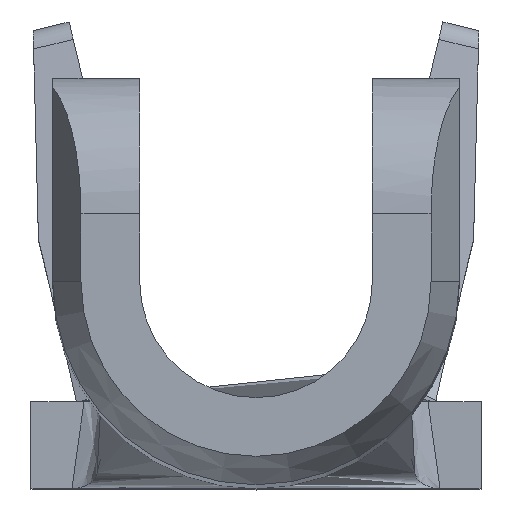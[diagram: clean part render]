
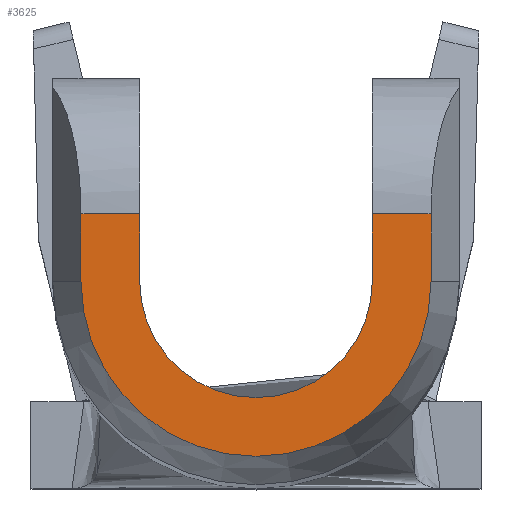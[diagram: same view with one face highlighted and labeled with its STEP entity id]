
A CAD part, top view. The second image highlights one B-rep face of the part: STEP entity #3625.
In plain terms, the highlighted planar face has unit normal (0, 0, 1).
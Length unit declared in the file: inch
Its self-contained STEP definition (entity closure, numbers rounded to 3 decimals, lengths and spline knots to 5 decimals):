
#109 = VERTEX_POINT ( 'NONE', #3457 ) ;
#141 = VECTOR ( 'NONE', #2976, 39.37008 ) ;
#332 = VECTOR ( 'NONE', #3055, 39.37008 ) ;
#420 = VERTEX_POINT ( 'NONE', #3988 ) ;
#509 = EDGE_CURVE ( 'NONE', #1280, #420, #1941, .T. ) ;
#513 = CARTESIAN_POINT ( 'NONE',  ( -0.0805, 0.031, 1.04 ) ) ;
#677 = EDGE_LOOP ( 'NONE', ( #1581, #1584, #1605, #1650, #1710, #1737, #1792, #2175 ) ) ;
#877 = EDGE_CURVE ( 'NONE', #1964, #3591, #3109, .T. ) ;
#992 = VERTEX_POINT ( 'NONE', #2768 ) ;
#1016 = CARTESIAN_POINT ( 'NONE',  ( 0.0805, 0., 1.04 ) ) ;
#1230 = DIRECTION ( 'NONE',  ( 0., 1., 0. ) ) ;
#1240 = DIRECTION ( 'NONE',  ( -1., 0., 0. ) ) ;
#1254 = CARTESIAN_POINT ( 'NONE',  ( -0.0805, 0., 1.04 ) ) ;
#1261 = DIRECTION ( 'NONE',  ( 0., 0., -1. ) ) ;
#1277 = CARTESIAN_POINT ( 'NONE',  ( 0., 0., 1.04 ) ) ;
#1280 = VERTEX_POINT ( 'NONE', #1016 ) ;
#1324 = VECTOR ( 'NONE', #3010, 39.37008 ) ;
#1520 = DIRECTION ( 'NONE',  ( 0., 0., 1. ) ) ;
#1524 = AXIS2_PLACEMENT_3D ( 'NONE', #3011, #2951, #2942 ) ;
#1539 = VECTOR ( 'NONE', #3772, 39.37008 ) ;
#1581 = ORIENTED_EDGE ( 'NONE', *, *, #509, .T. ) ;
#1584 = ORIENTED_EDGE ( 'NONE', *, *, #3709, .T. ) ;
#1595 = VECTOR ( 'NONE', #3998, 39.37008 ) ;
#1605 = ORIENTED_EDGE ( 'NONE', *, *, #3173, .T. ) ;
#1650 = ORIENTED_EDGE ( 'NONE', *, *, #2082, .T. ) ;
#1710 = ORIENTED_EDGE ( 'NONE', *, *, #877, .T. ) ;
#1737 = ORIENTED_EDGE ( 'NONE', *, *, #3779, .T. ) ;
#1759 = AXIS2_PLACEMENT_3D ( 'NONE', #1277, #1261, #1240 ) ;
#1792 = ORIENTED_EDGE ( 'NONE', *, *, #3050, .F. ) ;
#1809 = CARTESIAN_POINT ( 'NONE',  ( -0.0535, 0.031, 1.04 ) ) ;
#1848 = CIRCLE ( 'NONE', #1759, 0.0805 ) ;
#1850 = VERTEX_POINT ( 'NONE', #1254 ) ;
#1941 = LINE ( 'NONE', #3063, #332 ) ;
#1964 = VERTEX_POINT ( 'NONE', #2865 ) ;
#2082 = EDGE_CURVE ( 'NONE', #992, #1964, #2188, .T. ) ;
#2175 = ORIENTED_EDGE ( 'NONE', *, *, #2187, .F. ) ;
#2187 = EDGE_CURVE ( 'NONE', #1280, #1850, #1848, .T. ) ;
#2188 = CIRCLE ( 'NONE', #1524, 0.0535 ) ;
#2236 = CARTESIAN_POINT ( 'NONE',  ( 0., 0., 1.04 ) ) ;
#2450 = AXIS2_PLACEMENT_3D ( 'NONE', #2236, #1520, #3728 ) ;
#2547 = LINE ( 'NONE', #2607, #1595 ) ;
#2575 = PLANE ( 'NONE',  #2450 ) ;
#2607 = CARTESIAN_POINT ( 'NONE',  ( 0.0535, 0.031, 1.04 ) ) ;
#2768 = CARTESIAN_POINT ( 'NONE',  ( 0.0535, 0., 1.04 ) ) ;
#2809 = VECTOR ( 'NONE', #1230, 39.37008 ) ;
#2865 = CARTESIAN_POINT ( 'NONE',  ( -0.0535, 0., 1.04 ) ) ;
#2942 = DIRECTION ( 'NONE',  ( 1., 0., 0. ) ) ;
#2951 = DIRECTION ( 'NONE',  ( 0., 0., -1. ) ) ;
#2976 = DIRECTION ( 'NONE',  ( -1., 0., 0. ) ) ;
#3010 = DIRECTION ( 'NONE',  ( 0., -1., 0. ) ) ;
#3011 = CARTESIAN_POINT ( 'NONE',  ( 0., 0., 1.04 ) ) ;
#3050 = EDGE_CURVE ( 'NONE', #1850, #109, #3477, .T. ) ;
#3055 = DIRECTION ( 'NONE',  ( 0., 1., 0. ) ) ;
#3063 = CARTESIAN_POINT ( 'NONE',  ( 0.0805, 0., 1.04 ) ) ;
#3109 = LINE ( 'NONE', #3847, #1539 ) ;
#3173 = EDGE_CURVE ( 'NONE', #4273, #992, #3838, .T. ) ;
#3301 = CARTESIAN_POINT ( 'NONE',  ( 0.0535, 0.0935, 1.04 ) ) ;
#3457 = CARTESIAN_POINT ( 'NONE',  ( -0.0805, 0.031, 1.04 ) ) ;
#3477 = LINE ( 'NONE', #4043, #2809 ) ;
#3591 = VERTEX_POINT ( 'NONE', #1809 ) ;
#3625 = ADVANCED_FACE ( 'NONE', ( #4254 ), #2575, .T. ) ;
#3670 = CARTESIAN_POINT ( 'NONE',  ( 0.0535, 0.031, 1.04 ) ) ;
#3709 = EDGE_CURVE ( 'NONE', #420, #4273, #2547, .T. ) ;
#3712 = LINE ( 'NONE', #513, #141 ) ;
#3728 = DIRECTION ( 'NONE',  ( 1., 0., 0. ) ) ;
#3772 = DIRECTION ( 'NONE',  ( 0., 1., 0. ) ) ;
#3779 = EDGE_CURVE ( 'NONE', #3591, #109, #3712, .T. ) ;
#3838 = LINE ( 'NONE', #3301, #1324 ) ;
#3847 = CARTESIAN_POINT ( 'NONE',  ( -0.0535, 0.0935, 1.04 ) ) ;
#3988 = CARTESIAN_POINT ( 'NONE',  ( 0.0805, 0.031, 1.04 ) ) ;
#3998 = DIRECTION ( 'NONE',  ( -1., 0., 0. ) ) ;
#4043 = CARTESIAN_POINT ( 'NONE',  ( -0.0805, 0., 1.04 ) ) ;
#4254 = FACE_OUTER_BOUND ( 'NONE', #677, .T. ) ;
#4273 = VERTEX_POINT ( 'NONE', #3670 ) ;
